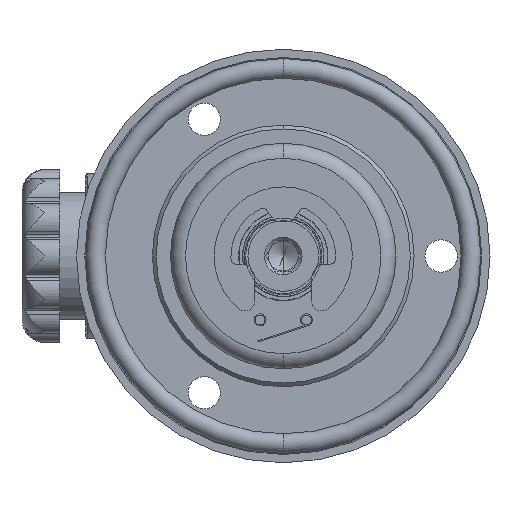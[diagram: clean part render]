
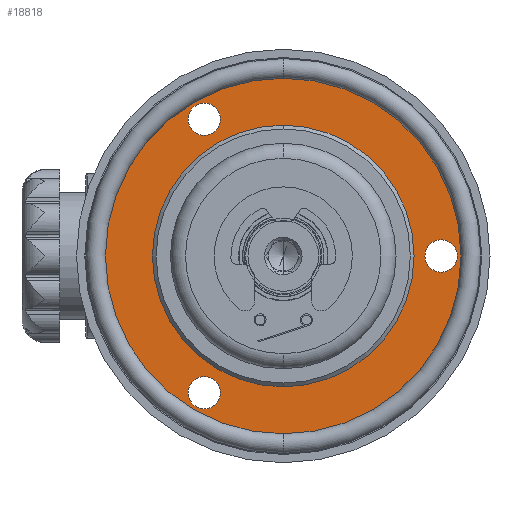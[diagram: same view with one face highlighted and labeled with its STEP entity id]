
A CAD part, front view. The second image highlights one B-rep face of the part: STEP entity #18818.
In plain terms, the highlighted planar face has unit normal (0, -1, 0).
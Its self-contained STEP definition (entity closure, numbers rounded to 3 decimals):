
#1237 = DIRECTION ( 'NONE',  ( 0., 0., 1. ) ) ;
#2187 = CIRCLE ( 'NONE', #34542, 2.15 ) ;
#2441 = CIRCLE ( 'NONE', #27619, 17.4 ) ;
#3266 = DIRECTION ( 'NONE',  ( 0., 1., 0. ) ) ;
#3511 = EDGE_CURVE ( 'NONE', #26497, #42220, #43995, .T. ) ;
#4072 = CIRCLE ( 'NONE', #40740, 17.4 ) ;
#4702 = EDGE_LOOP ( 'NONE', ( #28134, #35515 ) ) ;
#5335 = CIRCLE ( 'NONE', #36265, 23.65 ) ;
#5730 = DIRECTION ( 'NONE',  ( 0., 0., 1. ) ) ;
#6195 = DIRECTION ( 'NONE',  ( 0., 0., 1. ) ) ;
#6748 = FACE_BOUND ( 'NONE', #26077, .T. ) ;
#6823 = CARTESIAN_POINT ( 'NONE',  ( 0., 3.5, 23.65 ) ) ;
#7619 = CARTESIAN_POINT ( 'NONE',  ( -17.4, 3.5, 0. ) ) ;
#7787 = DIRECTION ( 'NONE',  ( 0., 1., 0. ) ) ;
#7799 = VERTEX_POINT ( 'NONE', #31694 ) ;
#8679 = DIRECTION ( 'NONE',  ( 0., 0., 1. ) ) ;
#9223 = EDGE_CURVE ( 'NONE', #16317, #20378, #39339, .T. ) ;
#9548 = CARTESIAN_POINT ( 'NONE',  ( 21., 3.5, 0. ) ) ;
#10144 = ORIENTED_EDGE ( 'NONE', *, *, #9223, .T. ) ;
#10333 = CARTESIAN_POINT ( 'NONE',  ( -10.5, 3.5, -18.187 ) ) ;
#10753 = FACE_BOUND ( 'NONE', #43245, .T. ) ;
#11466 = EDGE_CURVE ( 'NONE', #13216, #7799, #2187, .T. ) ;
#11574 = DIRECTION ( 'NONE',  ( 0., 0., 1. ) ) ;
#12007 = VERTEX_POINT ( 'NONE', #21114 ) ;
#12108 = ORIENTED_EDGE ( 'NONE', *, *, #42210, .T. ) ;
#12436 = DIRECTION ( 'NONE',  ( 0., 1., 0. ) ) ;
#12890 = CARTESIAN_POINT ( 'NONE',  ( 0., 3.5, 0. ) ) ;
#13216 = VERTEX_POINT ( 'NONE', #31420 ) ;
#13901 = FACE_OUTER_BOUND ( 'NONE', #4702, .T. ) ;
#13993 = CIRCLE ( 'NONE', #29896, 2.15 ) ;
#14933 = CARTESIAN_POINT ( 'NONE',  ( -10.5, 3.5, -18.187 ) ) ;
#15219 = CARTESIAN_POINT ( 'NONE',  ( -10.5, 3.5, 16.037 ) ) ;
#16269 = DIRECTION ( 'NONE',  ( 0., 0., 1. ) ) ;
#16317 = VERTEX_POINT ( 'NONE', #36250 ) ;
#16691 = EDGE_CURVE ( 'NONE', #20378, #16317, #30701, .T. ) ;
#17158 = DIRECTION ( 'NONE',  ( 0., 1., 0. ) ) ;
#17528 = PLANE ( 'NONE',  #23585 ) ;
#18156 = CIRCLE ( 'NONE', #28958, 2.15 ) ;
#18432 = AXIS2_PLACEMENT_3D ( 'NONE', #28677, #12436, #5730 ) ;
#18818 = ADVANCED_FACE ( 'NONE', ( #23619, #34419, #10753, #6748, #13901 ), #17528, .T. ) ;
#18897 = AXIS2_PLACEMENT_3D ( 'NONE', #10333, #38083, #16269 ) ;
#18958 = CARTESIAN_POINT ( 'NONE',  ( -10.5, 3.5, -20.337 ) ) ;
#19033 = CARTESIAN_POINT ( 'NONE',  ( 0., 3.5, -23.65 ) ) ;
#19252 = DIRECTION ( 'NONE',  ( 0., 1., 0. ) ) ;
#19494 = EDGE_CURVE ( 'NONE', #7799, #13216, #13993, .T. ) ;
#20378 = VERTEX_POINT ( 'NONE', #15219 ) ;
#21114 = CARTESIAN_POINT ( 'NONE',  ( 0., 3.5, -17.4 ) ) ;
#21532 = DIRECTION ( 'NONE',  ( 0., 0., -1. ) ) ;
#22011 = ORIENTED_EDGE ( 'NONE', *, *, #32927, .T. ) ;
#22233 = ORIENTED_EDGE ( 'NONE', *, *, #11466, .T. ) ;
#22268 = ORIENTED_EDGE ( 'NONE', *, *, #37365, .T. ) ;
#23042 = EDGE_CURVE ( 'NONE', #42220, #26497, #5335, .T. ) ;
#23480 = DIRECTION ( 'NONE',  ( 0., 0., 1. ) ) ;
#23585 = AXIS2_PLACEMENT_3D ( 'NONE', #7619, #28338, #21532 ) ;
#23619 = FACE_BOUND ( 'NONE', #42277, .T. ) ;
#24667 = CARTESIAN_POINT ( 'NONE',  ( 0., 3.5, 0. ) ) ;
#25308 = DIRECTION ( 'NONE',  ( 0., 1., 0. ) ) ;
#25728 = CARTESIAN_POINT ( 'NONE',  ( 0., 3.5, 17.4 ) ) ;
#25981 = DIRECTION ( 'NONE',  ( 0., 0., 1. ) ) ;
#26019 = DIRECTION ( 'NONE',  ( 0., 0., 1. ) ) ;
#26077 = EDGE_LOOP ( 'NONE', ( #27808, #12108 ) ) ;
#26375 = AXIS2_PLACEMENT_3D ( 'NONE', #28694, #25308, #25981 ) ;
#26497 = VERTEX_POINT ( 'NONE', #6823 ) ;
#26649 = DIRECTION ( 'NONE',  ( 0., 1., 0. ) ) ;
#27550 = CIRCLE ( 'NONE', #18897, 2.15 ) ;
#27619 = AXIS2_PLACEMENT_3D ( 'NONE', #12890, #26649, #23480 ) ;
#27808 = ORIENTED_EDGE ( 'NONE', *, *, #33826, .T. ) ;
#28134 = ORIENTED_EDGE ( 'NONE', *, *, #3511, .F. ) ;
#28338 = DIRECTION ( 'NONE',  ( 0., -1., 0. ) ) ;
#28362 = ORIENTED_EDGE ( 'NONE', *, *, #19494, .T. ) ;
#28526 = ORIENTED_EDGE ( 'NONE', *, *, #16691, .T. ) ;
#28677 = CARTESIAN_POINT ( 'NONE',  ( -10.5, 3.5, 18.187 ) ) ;
#28694 = CARTESIAN_POINT ( 'NONE',  ( -10.5, 3.5, 18.187 ) ) ;
#28958 = AXIS2_PLACEMENT_3D ( 'NONE', #14933, #32959, #1237 ) ;
#29193 = CARTESIAN_POINT ( 'NONE',  ( 0., 3.5, 0. ) ) ;
#29896 = AXIS2_PLACEMENT_3D ( 'NONE', #9548, #3266, #6195 ) ;
#30701 = CIRCLE ( 'NONE', #26375, 2.15 ) ;
#30809 = VERTEX_POINT ( 'NONE', #40128 ) ;
#31420 = CARTESIAN_POINT ( 'NONE',  ( 21., 3.5, 2.15 ) ) ;
#31694 = CARTESIAN_POINT ( 'NONE',  ( 21., 3.5, -2.15 ) ) ;
#32134 = DIRECTION ( 'NONE',  ( 0., 1., 0. ) ) ;
#32927 = EDGE_CURVE ( 'NONE', #30809, #37852, #27550, .T. ) ;
#32959 = DIRECTION ( 'NONE',  ( 0., 1., 0. ) ) ;
#33599 = DIRECTION ( 'NONE',  ( 0., 0., 1. ) ) ;
#33826 = EDGE_CURVE ( 'NONE', #42444, #12007, #2441, .T. ) ;
#34419 = FACE_BOUND ( 'NONE', #40114, .T. ) ;
#34542 = AXIS2_PLACEMENT_3D ( 'NONE', #37693, #17158, #33599 ) ;
#35515 = ORIENTED_EDGE ( 'NONE', *, *, #23042, .F. ) ;
#36165 = CARTESIAN_POINT ( 'NONE',  ( 0., 3.5, 0. ) ) ;
#36250 = CARTESIAN_POINT ( 'NONE',  ( -10.5, 3.5, 20.337 ) ) ;
#36265 = AXIS2_PLACEMENT_3D ( 'NONE', #29193, #32134, #26019 ) ;
#37365 = EDGE_CURVE ( 'NONE', #37852, #30809, #18156, .T. ) ;
#37693 = CARTESIAN_POINT ( 'NONE',  ( 21., 3.5, 0. ) ) ;
#37852 = VERTEX_POINT ( 'NONE', #18958 ) ;
#38083 = DIRECTION ( 'NONE',  ( 0., 1., 0. ) ) ;
#39339 = CIRCLE ( 'NONE', #18432, 2.15 ) ;
#40114 = EDGE_LOOP ( 'NONE', ( #22011, #22268 ) ) ;
#40128 = CARTESIAN_POINT ( 'NONE',  ( -10.5, 3.5, -16.037 ) ) ;
#40740 = AXIS2_PLACEMENT_3D ( 'NONE', #36165, #19252, #8679 ) ;
#42210 = EDGE_CURVE ( 'NONE', #12007, #42444, #4072, .T. ) ;
#42220 = VERTEX_POINT ( 'NONE', #19033 ) ;
#42277 = EDGE_LOOP ( 'NONE', ( #10144, #28526 ) ) ;
#42444 = VERTEX_POINT ( 'NONE', #25728 ) ;
#42593 = AXIS2_PLACEMENT_3D ( 'NONE', #24667, #7787, #11574 ) ;
#43245 = EDGE_LOOP ( 'NONE', ( #22233, #28362 ) ) ;
#43995 = CIRCLE ( 'NONE', #42593, 23.65 ) ;
